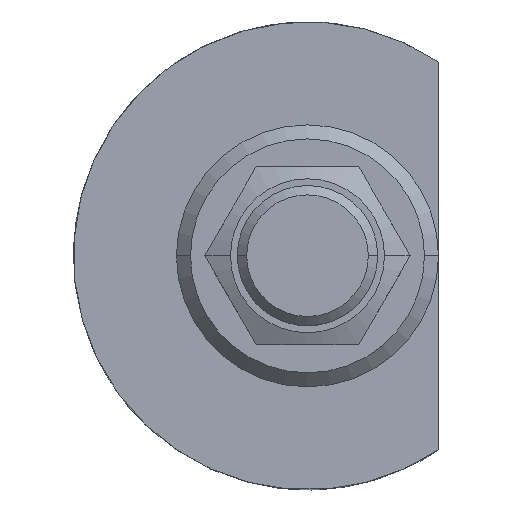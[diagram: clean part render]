
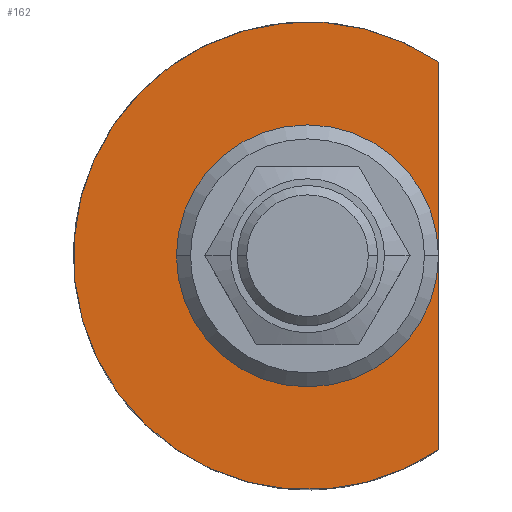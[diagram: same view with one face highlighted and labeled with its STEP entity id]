
A CAD part, top view. The second image highlights one B-rep face of the part: STEP entity #162.
In plain terms, the highlighted planar face has unit normal (0, 0, 1).
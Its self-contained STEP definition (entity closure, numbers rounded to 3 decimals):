
#162=ADVANCED_FACE('',(#450),#451,.T.);
#166=VERTEX_POINT('',#455);
#182=EDGE_CURVE('',#416,#266,#473,.T.);
#190=EDGE_CURVE('',#274,#166,#482,.T.);
#214=EDGE_CURVE('',#166,#274,#509,.T.);
#242=EDGE_CURVE('',#342,#274,#542,.T.);
#266=VERTEX_POINT('',#570);
#274=VERTEX_POINT('',#578);
#332=EDGE_CURVE('',#274,#416,#642,.T.);
#338=EDGE_CURVE('',#266,#342,#648,.T.);
#342=VERTEX_POINT('',#653);
#416=VERTEX_POINT('',#736);
#450=FACE_OUTER_BOUND('',#761,.T.);
#451=PLANE('',#762);
#455=CARTESIAN_POINT('',(-14.0,0.,12.0));
#473=CIRCLE('',#798,25.0);
#482=CIRCLE('',#809,14.0);
#509=CIRCLE('',#857,14.0);
#542=LINE('',#901,#902);
#570=CARTESIAN_POINT('',(-14.0,-20.712,12.0));
#578=CARTESIAN_POINT('',(14.0,0.,12.0));
#642=LINE('',#1044,#1045);
#648=CIRCLE('',#1054,25.0);
#653=CARTESIAN_POINT('',(14.0,20.712,12.0));
#736=CARTESIAN_POINT('',(14.0,-20.712,12.0));
#761=EDGE_LOOP('',(#1216,#1217,#1218,#1219,#1220,#1221));
#762=AXIS2_PLACEMENT_3D('',#1222,#1223,#1224);
#798=AXIS2_PLACEMENT_3D('',#1250,#1251,#1252);
#809=AXIS2_PLACEMENT_3D('',#1264,#1265,#1266);
#857=AXIS2_PLACEMENT_3D('',#1298,#1299,#1300);
#901=CARTESIAN_POINT('',(14.0,-20.712,12.0));
#902=VECTOR('',#1347,1.0);
#1044=CARTESIAN_POINT('',(14.0,-20.712,12.0));
#1045=VECTOR('',#1453,1.0);
#1054=AXIS2_PLACEMENT_3D('',#1455,#1456,#1457);
#1216=ORIENTED_EDGE('',*,*,#182,.F.);
#1217=ORIENTED_EDGE('',*,*,#332,.F.);
#1218=ORIENTED_EDGE('',*,*,#190,.T.);
#1219=ORIENTED_EDGE('',*,*,#214,.T.);
#1220=ORIENTED_EDGE('',*,*,#242,.F.);
#1221=ORIENTED_EDGE('',*,*,#338,.F.);
#1222=CARTESIAN_POINT('',(-1.396,0.,12.0));
#1223=DIRECTION('',(0.0,0.0,1.0));
#1224=DIRECTION('',(1.0,0.0,0.0));
#1250=CARTESIAN_POINT('',(0.0,0.0,12.0));
#1251=DIRECTION('',(0.0,0.0,-1.0));
#1252=DIRECTION('',(0.56,0.828,0.0));
#1264=CARTESIAN_POINT('',(0.,0.0,12.0));
#1265=DIRECTION('',(0.0,0.0,-1.0));
#1266=DIRECTION('',(1.0,0.,0.0));
#1298=CARTESIAN_POINT('',(0.,0.0,12.0));
#1299=DIRECTION('',(0.0,0.0,-1.0));
#1300=DIRECTION('',(1.0,0.,0.0));
#1347=DIRECTION('',(0.0,-1.0,0.0));
#1453=DIRECTION('',(0.0,-1.0,0.0));
#1455=CARTESIAN_POINT('',(0.0,0.0,12.0));
#1456=DIRECTION('',(0.0,0.0,-1.0));
#1457=DIRECTION('',(0.56,0.828,0.0));
